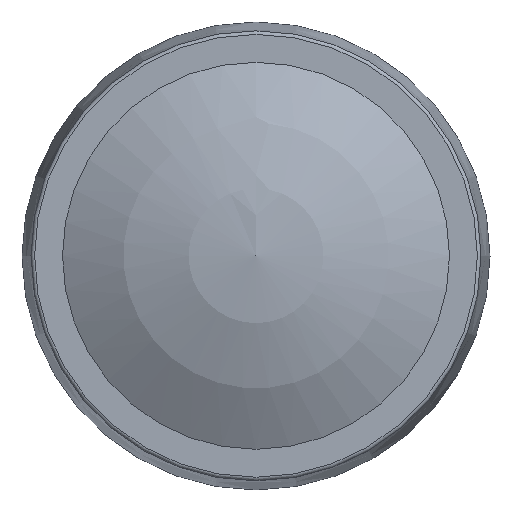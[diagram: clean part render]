
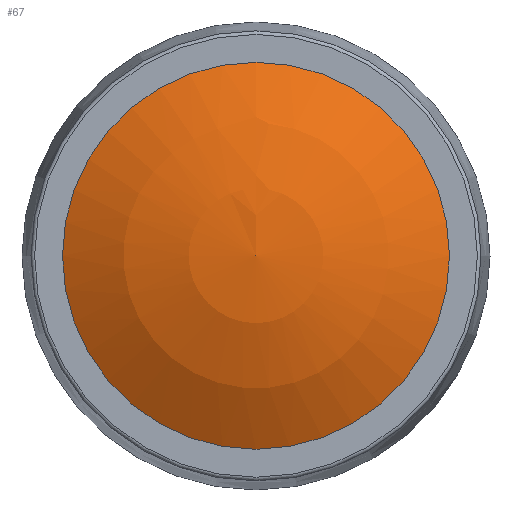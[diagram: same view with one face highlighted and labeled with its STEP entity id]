
A CAD part, top view. The second image highlights one B-rep face of the part: STEP entity #67.
In plain terms, the highlighted spherical face has radius 20.76 mm.
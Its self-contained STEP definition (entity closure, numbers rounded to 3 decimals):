
#67 = ADVANCED_FACE( '', ( #143 ), #144, .T. );
#143 = FACE_OUTER_BOUND( '', #217, .T. );
#144 = SPHERICAL_SURFACE( '', #218, 20.76 );
#217 = EDGE_LOOP( '', ( #311 ) );
#218 = AXIS2_PLACEMENT_3D( '', #312, #313, #314 );
#311 = ORIENTED_EDGE( '', *, *, #354, .T. );
#312 = CARTESIAN_POINT( '', ( 0., 0., -5.76 ) );
#313 = DIRECTION( '', ( 0., 0., 1. ) );
#314 = DIRECTION( '', ( 0., 1., 0. ) );
#354 = EDGE_CURVE( '', #400, #400, #401, .T. );
#400 = VERTEX_POINT( '', #449 );
#401 = CIRCLE( '', #450, 10.75 );
#449 = CARTESIAN_POINT( '', ( 10.75, 0., 12. ) );
#450 = AXIS2_PLACEMENT_3D( '', #503, #504, #505 );
#503 = CARTESIAN_POINT( '', ( 0., 0., 12. ) );
#504 = DIRECTION( '', ( 0., 0., 1. ) );
#505 = DIRECTION( '', ( 1., 0., 0. ) );
